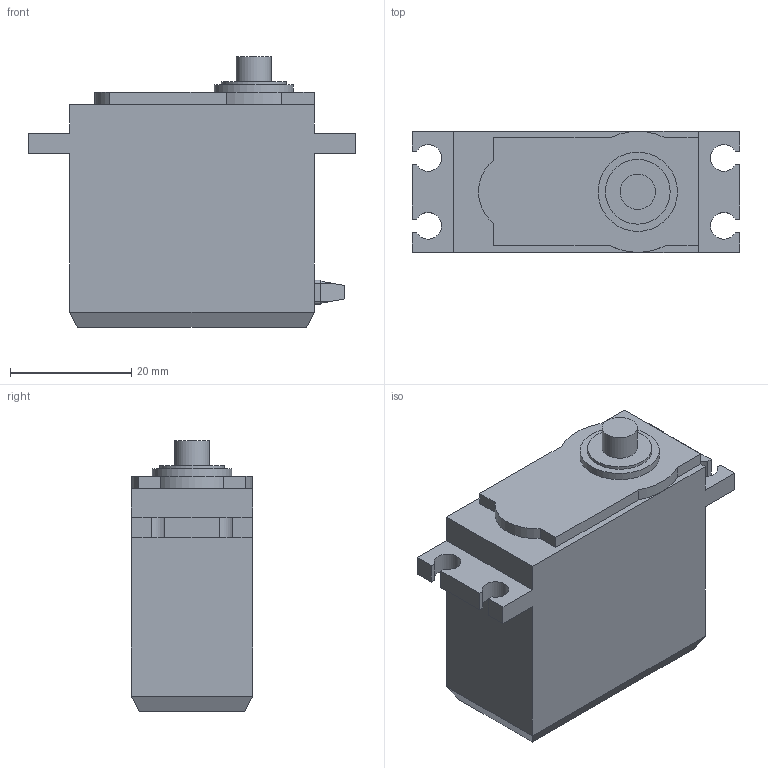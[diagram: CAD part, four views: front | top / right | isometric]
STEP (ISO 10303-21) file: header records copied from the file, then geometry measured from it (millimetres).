
FILE_DESCRIPTION( ( '' ), ' ' );
FILE_NAME( '5a7f5a1693a8af0e10e4cdff.step', '2018-02-10T20:46:14', ( '' ), ( '' ), ' ', ' ', ' ' );
FILE_SCHEMA( ( 'AUTOMOTIVE_DESIGN { 1 0 10303 214 1 1 1 1 }' ) );
Length unit declared in the file: metre
Products named in the file (2): Assem1; Servo MG 996R
Assembly tree (1 placements, depth 2):
  Assem1
    Servo MG 996R
Bounding box: 54.1 x 20 x 44.7 mm (x, y, z)
Volume: 31930.1 mm3; surface area: 7023.3 mm2
Topology: 1 solids, 1 shells, 70 faces, 187 edges, 120 vertices
Faces by surface type: plane 52, cylinder 14, cone 4
Full cylindrical faces by diameter (mm): 5.8 x1, 10.7 x1, 13.1 x1
Entity records: 2155 total; most frequent: CARTESIAN_POINT 372, ORIENTED_EDGE 360, DIRECTION 358, EDGE_CURVE 180, LINE 146, VECTOR 146, VERTEX_POINT 120, AXIS2_PLACEMENT_3D 106
